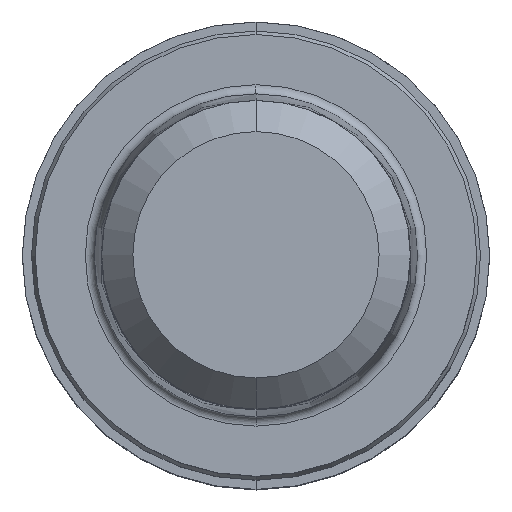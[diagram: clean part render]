
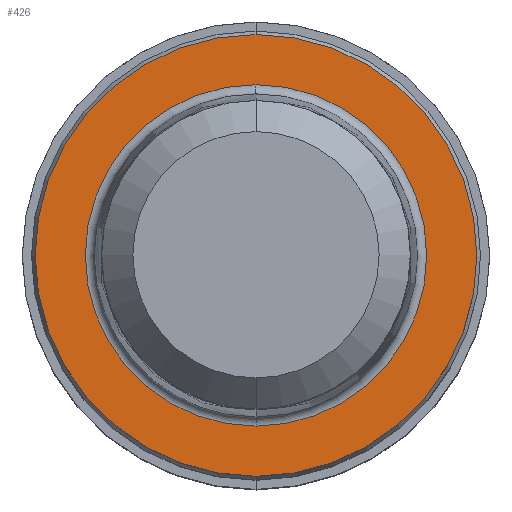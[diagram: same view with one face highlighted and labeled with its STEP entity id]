
A CAD part, top view. The second image highlights one B-rep face of the part: STEP entity #426.
In plain terms, the highlighted planar face has unit normal (0, 0, 1).
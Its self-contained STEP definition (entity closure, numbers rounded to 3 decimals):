
#186=EDGE_CURVE('',#338,#288,#492,.T.);
#246=EDGE_CURVE('',#288,#338,#562,.T.);
#268=VERTEX_POINT('',#585);
#286=EDGE_CURVE('',#268,#356,#603,.T.);
#288=VERTEX_POINT('',#605);
#338=VERTEX_POINT('',#661);
#356=VERTEX_POINT('',#683);
#398=EDGE_CURVE('',#356,#268,#732,.T.);
#426=ADVANCED_FACE('',(#764,#765),#766,.T.);
#492=CIRCLE('',#834,9.275);
#562=CIRCLE('',#923,9.275);
#585=CARTESIAN_POINT('',(0.,-12.0,0.01));
#603=CIRCLE('',#978,12.0);
#605=CARTESIAN_POINT('',(0.0,9.275,0.01));
#661=CARTESIAN_POINT('',(0.,-9.275,0.01));
#683=CARTESIAN_POINT('',(0.0,12.0,0.01));
#732=CIRCLE('',#1138,12.0);
#764=FACE_OUTER_BOUND('',#1178,.T.);
#765=FACE_BOUND('',#1179,.T.);
#766=PLANE('',#1180);
#834=AXIS2_PLACEMENT_3D('',#1243,#1244,#1245);
#923=AXIS2_PLACEMENT_3D('',#1342,#1343,#1344);
#978=AXIS2_PLACEMENT_3D('',#1371,#1372,#1373);
#1138=AXIS2_PLACEMENT_3D('',#1561,#1562,#1563);
#1178=EDGE_LOOP('',(#1602,#1603));
#1179=EDGE_LOOP('',(#1604,#1605));
#1180=AXIS2_PLACEMENT_3D('',#1606,#1607,#1608);
#1243=CARTESIAN_POINT('',(0.0,0.0,0.01));
#1244=DIRECTION('',(0.0,0.0,-1.0));
#1245=DIRECTION('',(0.0,1.0,0.0));
#1342=CARTESIAN_POINT('',(0.0,0.0,0.01));
#1343=DIRECTION('',(0.0,0.0,-1.0));
#1344=DIRECTION('',(0.0,1.0,0.0));
#1371=CARTESIAN_POINT('',(0.0,0.0,0.01));
#1372=DIRECTION('',(0.0,0.0,-1.0));
#1373=DIRECTION('',(0.0,1.0,0.0));
#1561=CARTESIAN_POINT('',(0.0,0.0,0.01));
#1562=DIRECTION('',(0.0,0.0,-1.0));
#1563=DIRECTION('',(0.0,1.0,0.0));
#1602=ORIENTED_EDGE('',*,*,#398,.F.);
#1603=ORIENTED_EDGE('',*,*,#286,.F.);
#1604=ORIENTED_EDGE('',*,*,#246,.T.);
#1605=ORIENTED_EDGE('',*,*,#186,.T.);
#1606=CARTESIAN_POINT('',(0.0,6.0,0.01));
#1607=DIRECTION('',(-0.0,0.0,1.0));
#1608=DIRECTION('',(0.0,-1.0,0.0));
